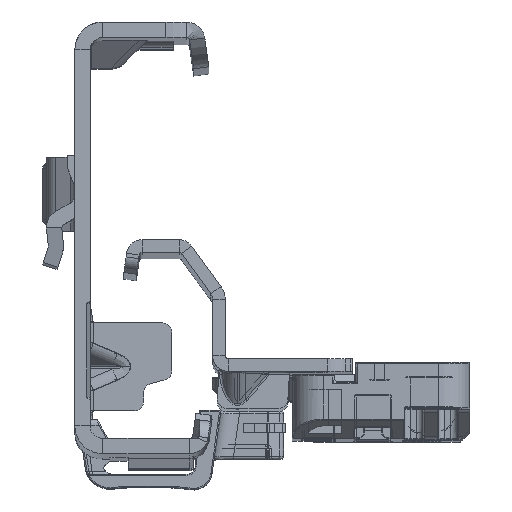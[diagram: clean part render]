
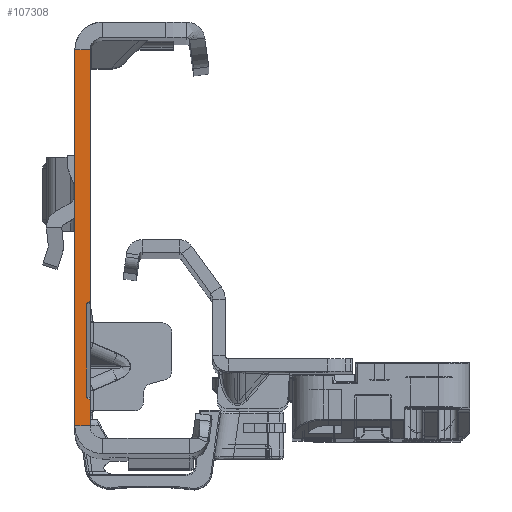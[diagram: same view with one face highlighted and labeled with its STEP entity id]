
A CAD part, top view. The second image highlights one B-rep face of the part: STEP entity #107308.
In plain terms, the highlighted planar face has unit normal (0, 0, 1).
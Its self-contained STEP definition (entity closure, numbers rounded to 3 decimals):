
#1667 = VERTEX_POINT ( 'NONE', #72830 ) ;
#3124 = ORIENTED_EDGE ( 'NONE', *, *, #61249, .F. ) ;
#3878 = CARTESIAN_POINT ( 'NONE',  ( -2.45, -32., 0. ) ) ;
#5885 = LINE ( 'NONE', #72991, #49690 ) ;
#6461 = DIRECTION ( 'NONE',  ( -1., 0., 0. ) ) ;
#6747 = DIRECTION ( 'NONE',  ( 0., -1., 0. ) ) ;
#7223 = ORIENTED_EDGE ( 'NONE', *, *, #39283, .T. ) ;
#9599 = CARTESIAN_POINT ( 'NONE',  ( 0., -30., 0. ) ) ;
#13149 = EDGE_CURVE ( 'NONE', #1667, #52585, #45858, .T. ) ;
#19652 = VECTOR ( 'NONE', #119170, 1000. ) ;
#19715 = EDGE_CURVE ( 'NONE', #53854, #75778, #64095, .T. ) ;
#20060 = VECTOR ( 'NONE', #6461, 1000. ) ;
#20987 = VECTOR ( 'NONE', #61515, 1000. ) ;
#22019 = VERTEX_POINT ( 'NONE', #68154 ) ;
#22201 = VECTOR ( 'NONE', #6747, 1000. ) ;
#23399 = VECTOR ( 'NONE', #126184, 1000. ) ;
#26985 = VERTEX_POINT ( 'NONE', #109706 ) ;
#30461 = LINE ( 'NONE', #119675, #96413 ) ;
#33847 = CARTESIAN_POINT ( 'NONE',  ( 0., 30., 0. ) ) ;
#35102 = DIRECTION ( 'NONE',  ( 0., 0., 1. ) ) ;
#35444 = CARTESIAN_POINT ( 'NONE',  ( -0.536, -9.85, 0. ) ) ;
#36353 = ORIENTED_EDGE ( 'NONE', *, *, #125396, .T. ) ;
#37586 = LINE ( 'NONE', #9599, #23399 ) ;
#39283 = EDGE_CURVE ( 'NONE', #128863, #52585, #5885, .T. ) ;
#40490 = CARTESIAN_POINT ( 'NONE',  ( -2.45, -30., 0. ) ) ;
#43442 = EDGE_CURVE ( 'NONE', #111411, #75778, #37586, .T. ) ;
#44885 = FACE_OUTER_BOUND ( 'NONE', #82426, .T. ) ;
#45858 = LINE ( 'NONE', #35444, #54232 ) ;
#48725 = CARTESIAN_POINT ( 'NONE',  ( -0.536, -25.45, 0. ) ) ;
#49128 = CARTESIAN_POINT ( 'NONE',  ( -2.45, 30., 0. ) ) ;
#49690 = VECTOR ( 'NONE', #63215, 1000. ) ;
#52585 = VERTEX_POINT ( 'NONE', #48725 ) ;
#53854 = VERTEX_POINT ( 'NONE', #49128 ) ;
#54232 = VECTOR ( 'NONE', #123367, 1000. ) ;
#56797 = EDGE_CURVE ( 'NONE', #128863, #111411, #59577, .T. ) ;
#59577 = LINE ( 'NONE', #60869, #20987 ) ;
#60869 = CARTESIAN_POINT ( 'NONE',  ( 0., -32., 0. ) ) ;
#61249 = EDGE_CURVE ( 'NONE', #26985, #22019, #30461, .T. ) ;
#61515 = DIRECTION ( 'NONE',  ( 0., -1., 0. ) ) ;
#63215 = DIRECTION ( 'NONE',  ( -0.719, 0.695, 0. ) ) ;
#64095 = LINE ( 'NONE', #94000, #22201 ) ;
#66000 = ORIENTED_EDGE ( 'NONE', *, *, #13149, .F. ) ;
#68154 = CARTESIAN_POINT ( 'NONE',  ( 0., -9.932, 0. ) ) ;
#69084 = ORIENTED_EDGE ( 'NONE', *, *, #43442, .F. ) ;
#72830 = CARTESIAN_POINT ( 'NONE',  ( -0.536, -10.45, 0. ) ) ;
#72991 = CARTESIAN_POINT ( 'NONE',  ( 0.082, -26.047, 0. ) ) ;
#75778 = VERTEX_POINT ( 'NONE', #40490 ) ;
#76268 = CARTESIAN_POINT ( 'NONE',  ( 0., -30., 0. ) ) ;
#78266 = EDGE_CURVE ( 'NONE', #26985, #53854, #106043, .T. ) ;
#79449 = CARTESIAN_POINT ( 'NONE',  ( -0.259, -10.182, 0. ) ) ;
#80732 = LINE ( 'NONE', #79449, #19652 ) ;
#82426 = EDGE_LOOP ( 'NONE', ( #66000, #36353, #3124, #90556, #123602, #69084, #119864, #7223 ) ) ;
#90556 = ORIENTED_EDGE ( 'NONE', *, *, #78266, .T. ) ;
#94000 = CARTESIAN_POINT ( 'NONE',  ( -2.45, -32., 0. ) ) ;
#96413 = VECTOR ( 'NONE', #128153, 1000. ) ;
#106043 = LINE ( 'NONE', #33847, #20060 ) ;
#107308 = ADVANCED_FACE ( 'NONE', ( #44885 ), #124329, .T. ) ;
#109706 = CARTESIAN_POINT ( 'NONE',  ( 0., 30., 0. ) ) ;
#110437 = CARTESIAN_POINT ( 'NONE',  ( 0., -25.968, 0. ) ) ;
#111411 = VERTEX_POINT ( 'NONE', #76268 ) ;
#114536 = DIRECTION ( 'NONE',  ( 1., 0., 0. ) ) ;
#119170 = DIRECTION ( 'NONE',  ( 0.719, 0.695, 0. ) ) ;
#119675 = CARTESIAN_POINT ( 'NONE',  ( 0., -32., 0. ) ) ;
#119864 = ORIENTED_EDGE ( 'NONE', *, *, #56797, .F. ) ;
#122041 = AXIS2_PLACEMENT_3D ( 'NONE', #3878, #35102, #114536 ) ;
#123367 = DIRECTION ( 'NONE',  ( 0., -1., 0. ) ) ;
#123602 = ORIENTED_EDGE ( 'NONE', *, *, #19715, .T. ) ;
#124329 = PLANE ( 'NONE',  #122041 ) ;
#125396 = EDGE_CURVE ( 'NONE', #1667, #22019, #80732, .T. ) ;
#126184 = DIRECTION ( 'NONE',  ( -1., 0., 0. ) ) ;
#128153 = DIRECTION ( 'NONE',  ( 0., -1., 0. ) ) ;
#128863 = VERTEX_POINT ( 'NONE', #110437 ) ;
